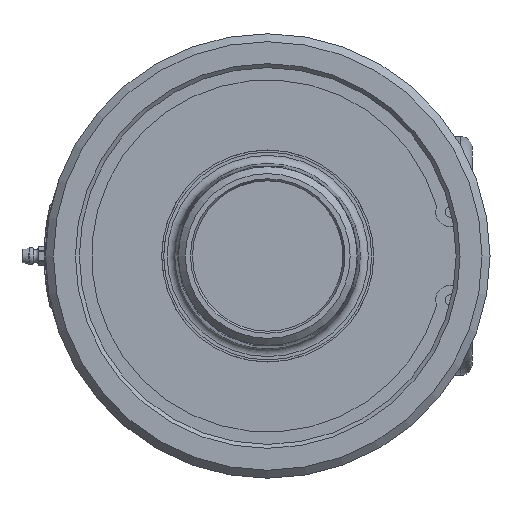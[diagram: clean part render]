
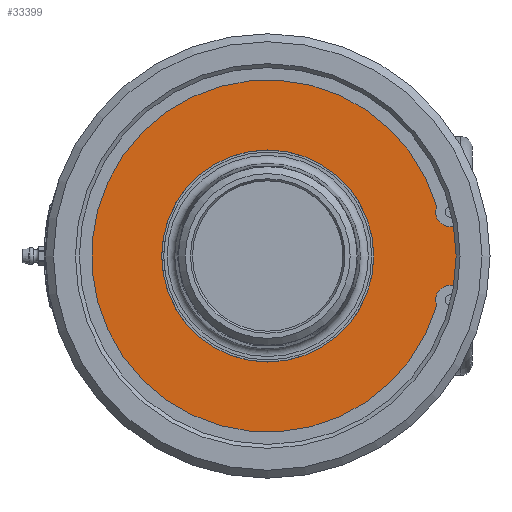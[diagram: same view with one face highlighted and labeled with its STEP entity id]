
A CAD part, left-side view. The second image highlights one B-rep face of the part: STEP entity #33399.
In plain terms, the highlighted planar face has unit normal (-1, 0, 0).
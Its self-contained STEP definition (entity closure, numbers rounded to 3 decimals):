
#2986=FACE_BOUND('',#6010,.T.);
#3202=PLANE('',#35393);
#4045=FACE_OUTER_BOUND('',#6009,.T.);
#6009=EDGE_LOOP('',(#22582,#22583,#22584,#22585,#22586,#22587));
#6010=EDGE_LOOP('',(#22588,#22589));
#8187=LINE('',#46296,#10414);
#8188=LINE('',#46298,#10415);
#10414=VECTOR('',#38297,10.);
#10415=VECTOR('',#38298,10.);
#12645=CIRCLE('',#35392,80.95);
#12646=CIRCLE('',#35394,5.779);
#12647=CIRCLE('',#35395,70.587);
#12648=CIRCLE('',#35396,5.779);
#12649=CIRCLE('',#35397,42.5);
#12650=CIRCLE('',#35398,42.5);
#13798=VERTEX_POINT('',#46284);
#13802=VERTEX_POINT('',#46291);
#13803=VERTEX_POINT('',#46295);
#13804=VERTEX_POINT('',#46297);
#13805=VERTEX_POINT('',#46299);
#13806=VERTEX_POINT('',#46301);
#13807=VERTEX_POINT('',#46304);
#13808=VERTEX_POINT('',#46305);
#17318=EDGE_CURVE('',#13802,#13798,#12645,.T.);
#17319=EDGE_CURVE('',#13803,#13798,#8187,.T.);
#17320=EDGE_CURVE('',#13802,#13804,#8188,.T.);
#17321=EDGE_CURVE('',#13804,#13805,#12646,.T.);
#17322=EDGE_CURVE('',#13805,#13806,#12647,.T.);
#17323=EDGE_CURVE('',#13806,#13803,#12648,.T.);
#17324=EDGE_CURVE('',#13807,#13808,#12649,.T.);
#17325=EDGE_CURVE('',#13808,#13807,#12650,.T.);
#22582=ORIENTED_EDGE('',*,*,#17319,.T.);
#22583=ORIENTED_EDGE('',*,*,#17318,.F.);
#22584=ORIENTED_EDGE('',*,*,#17320,.T.);
#22585=ORIENTED_EDGE('',*,*,#17321,.T.);
#22586=ORIENTED_EDGE('',*,*,#17322,.T.);
#22587=ORIENTED_EDGE('',*,*,#17323,.T.);
#22588=ORIENTED_EDGE('',*,*,#17324,.T.);
#22589=ORIENTED_EDGE('',*,*,#17325,.T.);
#33399=ADVANCED_FACE('',(#4045,#2986),#3202,.T.);
#35392=AXIS2_PLACEMENT_3D('',#46293,#38293,#38294);
#35393=AXIS2_PLACEMENT_3D('',#46294,#38295,#38296);
#35394=AXIS2_PLACEMENT_3D('',#46300,#38299,#38300);
#35395=AXIS2_PLACEMENT_3D('',#46302,#38301,#38302);
#35396=AXIS2_PLACEMENT_3D('',#46303,#38303,#38304);
#35397=AXIS2_PLACEMENT_3D('',#46306,#38305,#38306);
#35398=AXIS2_PLACEMENT_3D('',#46307,#38307,#38308);
#38293=DIRECTION('center_axis',(1.,0.,0.));
#38294=DIRECTION('ref_axis',(0.,1.,0.));
#38295=DIRECTION('center_axis',(-1.,0.,0.));
#38296=DIRECTION('ref_axis',(0.,0.,1.));
#38297=DIRECTION('',(0.,-1.,0.));
#38298=DIRECTION('',(0.,1.,0.));
#38299=DIRECTION('center_axis',(1.,0.,0.));
#38300=DIRECTION('ref_axis',(0.,-0.923,-0.384));
#38301=DIRECTION('center_axis',(-1.,0.,0.));
#38302=DIRECTION('ref_axis',(0.,1.,0.));
#38303=DIRECTION('center_axis',(1.,0.,0.));
#38304=DIRECTION('ref_axis',(0.,0.,
-1.));
#38305=DIRECTION('center_axis',(1.,0.,0.));
#38306=DIRECTION('ref_axis',(0.,1.,0.));
#38307=DIRECTION('center_axis',(1.,0.,0.));
#38308=DIRECTION('ref_axis',(0.,1.,0.));
#46284=CARTESIAN_POINT('',(10.86,-80.086,-11.798));
#46291=CARTESIAN_POINT('',(10.86,-80.086,11.798));
#46293=CARTESIAN_POINT('Origin',(10.86,0.,0.));
#46294=CARTESIAN_POINT('Origin',(10.86,61.725,0.));
#46295=CARTESIAN_POINT('',(10.86,-73.088,-11.798));
#46296=CARTESIAN_POINT('',(10.86,-9.18,-11.798));
#46297=CARTESIAN_POINT('',(10.86,-73.088,11.798));
#46298=CARTESIAN_POINT('',(10.86,-5.681,11.798));
#46299=CARTESIAN_POINT('',(10.86,-67.753,19.798));
#46300=CARTESIAN_POINT('Origin',(10.86,-73.088,17.577));
#46301=CARTESIAN_POINT('',(10.86,-67.753,-19.798));
#46302=CARTESIAN_POINT('Origin',(10.86,0.,0.));
#46303=CARTESIAN_POINT('Origin',(10.86,-73.088,-17.577));
#46304=CARTESIAN_POINT('',(10.86,42.5,0.));
#46305=CARTESIAN_POINT('',(10.86,-42.5,0.));
#46306=CARTESIAN_POINT('Origin',(10.86,0.,0.));
#46307=CARTESIAN_POINT('Origin',(10.86,0.,0.));
